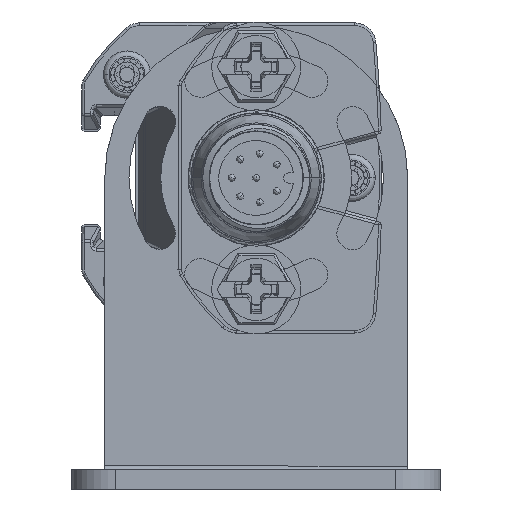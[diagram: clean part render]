
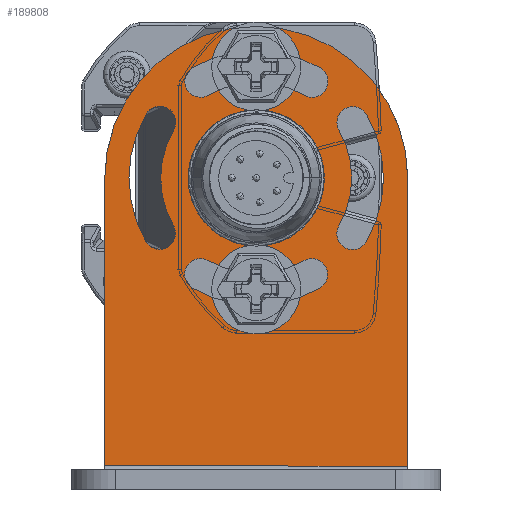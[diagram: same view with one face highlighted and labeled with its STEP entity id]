
A CAD part, front view. The second image highlights one B-rep face of the part: STEP entity #189808.
In plain terms, the highlighted face is planar.
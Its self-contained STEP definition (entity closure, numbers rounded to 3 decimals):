
#189036=DIRECTION('',(0.,0.,1.));
#189037=VECTOR('',#189036,32.319);
#189038=CARTESIAN_POINT('',(-17.,2.3,-32.7));
#189039=LINE('',#189038,#189037);
#189040=CARTESIAN_POINT('',(0.,2.3,-32.7));
#189041=DIRECTION('',(0.,1.,0.));
#189042=DIRECTION('',(1.,0.,0.));
#189043=AXIS2_PLACEMENT_3D('',#189040,#189041,#189042);
#189045=DIRECTION('',(0.,0.,-1.));
#189046=VECTOR('',#189045,32.319);
#189047=CARTESIAN_POINT('',(17.,2.3,-0.381));
#189048=LINE('',#189047,#189046);
#189049=CARTESIAN_POINT('',(0.,2.3,-32.7));
#189050=DIRECTION('',(0.,1.,0.));
#189051=DIRECTION('',(1.,0.,0.));
#189052=AXIS2_PLACEMENT_3D('',#189049,#189050,#189051);
#189054=CARTESIAN_POINT('',(0.,2.3,-32.7));
#189055=DIRECTION('',(0.,1.,0.));
#189056=DIRECTION('',(-1.,0.,0.));
#189057=AXIS2_PLACEMENT_3D('',#189054,#189055,#189056);
#189059=CARTESIAN_POINT('',(-6.251,2.3,-21.873));
#189060=DIRECTION('',(0.,1.,0.));
#189061=DIRECTION('',(0.5,0.,-0.866));
#189062=AXIS2_PLACEMENT_3D('',#189059,#189060,#189061);
#189064=CARTESIAN_POINT('',(0.,2.3,-32.7));
#189065=DIRECTION('',(0.,1.,0.));
#189066=DIRECTION('',(-0.5,0.,0.866));
#189067=AXIS2_PLACEMENT_3D('',#189064,#189065,#189066);
#189069=CARTESIAN_POINT('',(6.251,2.3,-21.873));
#189070=DIRECTION('',(0.,1.,0.));
#189071=DIRECTION('',(0.5,0.,0.866));
#189072=AXIS2_PLACEMENT_3D('',#189069,#189070,#189071);
#189074=CARTESIAN_POINT('',(0.,2.3,-32.7));
#189075=DIRECTION('',(0.,1.,0.));
#189076=DIRECTION('',(-0.5,0.,0.866));
#189077=AXIS2_PLACEMENT_3D('',#189074,#189075,#189076);
#189079=CARTESIAN_POINT('',(10.827,2.3,-26.449));
#189080=DIRECTION('',(0.,1.,0.));
#189081=DIRECTION('',(-0.866,0.,-0.5));
#189082=AXIS2_PLACEMENT_3D('',#189079,#189080,#189081);
#189084=CARTESIAN_POINT('',(0.,2.3,-32.7));
#189085=DIRECTION('',(0.,1.,0.));
#189086=DIRECTION('',(0.866,0.,0.5));
#189087=AXIS2_PLACEMENT_3D('',#189084,#189085,#189086);
#189089=CARTESIAN_POINT('',(10.827,2.3,-38.951));
#189090=DIRECTION('',(0.,1.,0.));
#189091=DIRECTION('',(0.866,0.,-0.5));
#189092=AXIS2_PLACEMENT_3D('',#189089,#189090,#189091);
#189094=CARTESIAN_POINT('',(0.,2.3,-32.7));
#189095=DIRECTION('',(0.,1.,0.));
#189096=DIRECTION('',(0.866,0.,0.5));
#189097=AXIS2_PLACEMENT_3D('',#189094,#189095,#189096);
#189099=CARTESIAN_POINT('',(-6.251,2.3,-43.527));
#189100=DIRECTION('',(0.,1.,0.));
#189101=DIRECTION('',(-0.5,0.,-0.866));
#189102=AXIS2_PLACEMENT_3D('',#189099,#189100,#189101);
#189104=CARTESIAN_POINT('',(0.,2.3,-32.7));
#189105=DIRECTION('',(0.,1.,0.));
#189106=DIRECTION('',(0.5,0.,-0.866));
#189107=AXIS2_PLACEMENT_3D('',#189104,#189105,#189106);
#189109=CARTESIAN_POINT('',(6.251,2.3,-43.527));
#189110=DIRECTION('',(0.,1.,0.));
#189111=DIRECTION('',(-0.5,0.,0.866));
#189112=AXIS2_PLACEMENT_3D('',#189109,#189110,#189111);
#189114=CARTESIAN_POINT('',(0.,2.3,-32.7));
#189115=DIRECTION('',(0.,1.,0.));
#189116=DIRECTION('',(0.5,0.,-0.866));
#189117=AXIS2_PLACEMENT_3D('',#189114,#189115,#189116);
#189119=CARTESIAN_POINT('',(-10.827,2.3,-38.951));
#189120=DIRECTION('',(0.,1.,0.));
#189121=DIRECTION('',(0.866,0.,0.5));
#189122=AXIS2_PLACEMENT_3D('',#189119,#189120,#189121);
#189124=CARTESIAN_POINT('',(0.,2.3,-32.7));
#189125=DIRECTION('',(0.,1.,0.));
#189126=DIRECTION('',(-0.866,0.,-0.5));
#189127=AXIS2_PLACEMENT_3D('',#189124,#189125,#189126);
#189129=CARTESIAN_POINT('',(-10.827,2.3,-26.449));
#189130=DIRECTION('',(0.,1.,0.));
#189131=DIRECTION('',(-0.866,0.,0.5));
#189132=AXIS2_PLACEMENT_3D('',#189129,#189130,#189131);
#189134=CARTESIAN_POINT('',(0.,2.3,-32.7));
#189135=DIRECTION('',(0.,1.,0.));
#189136=DIRECTION('',(-0.866,0.,-0.5));
#189137=AXIS2_PLACEMENT_3D('',#189134,#189135,#189136);
#189139=DIRECTION('',(1.,0.,0.));
#189140=VECTOR('',#189139,34.);
#189141=CARTESIAN_POINT('',(-17.,2.3,-0.381));
#189142=LINE('',#189141,#189140);
#189499=CARTESIAN_POINT('',(17.,2.3,-32.7));
#189500=CARTESIAN_POINT('',(-17.,2.3,-32.7));
#189501=VERTEX_POINT('',#189499);
#189502=VERTEX_POINT('',#189500);
#189515=CARTESIAN_POINT('',(-17.,2.3,-0.381));
#189516=CARTESIAN_POINT('',(17.,2.3,-0.381));
#189517=VERTEX_POINT('',#189515);
#189518=VERTEX_POINT('',#189516);
#189527=CARTESIAN_POINT('',(7.65,2.3,-32.7));
#189528=CARTESIAN_POINT('',(-7.65,2.3,-32.7));
#189529=VERTEX_POINT('',#189527);
#189530=VERTEX_POINT('',#189528);
#189599=CARTESIAN_POINT('',(-5.361,2.3,-23.414));
#189600=CARTESIAN_POINT('',(-7.141,2.3,-20.331));
#189601=VERTEX_POINT('',#189599);
#189602=VERTEX_POINT('',#189600);
#189603=CARTESIAN_POINT('',(7.141,2.3,-20.331));
#189604=CARTESIAN_POINT('',(5.361,2.3,-23.414));
#189605=VERTEX_POINT('',#189603);
#189606=VERTEX_POINT('',#189604);
#189607=CARTESIAN_POINT('',(9.286,2.3,-27.339));
#189608=CARTESIAN_POINT('',(12.369,2.3,-25.559));
#189609=VERTEX_POINT('',#189607);
#189610=VERTEX_POINT('',#189608);
#189611=CARTESIAN_POINT('',(12.369,2.3,-39.841));
#189612=CARTESIAN_POINT('',(9.286,2.3,-38.061));
#189613=VERTEX_POINT('',#189611);
#189614=VERTEX_POINT('',#189612);
#189615=CARTESIAN_POINT('',(-7.141,2.3,-45.069));
#189616=CARTESIAN_POINT('',(-5.361,2.3,-41.986));
#189617=VERTEX_POINT('',#189615);
#189618=VERTEX_POINT('',#189616);
#189619=CARTESIAN_POINT('',(5.361,2.3,-41.986));
#189620=CARTESIAN_POINT('',(7.141,2.3,-45.069));
#189621=VERTEX_POINT('',#189619);
#189622=VERTEX_POINT('',#189620);
#189623=CARTESIAN_POINT('',(-9.286,2.3,-38.061));
#189624=CARTESIAN_POINT('',(-12.369,2.3,-39.841));
#189625=VERTEX_POINT('',#189623);
#189626=VERTEX_POINT('',#189624);
#189627=CARTESIAN_POINT('',(-12.369,2.3,-25.559));
#189628=CARTESIAN_POINT('',(-9.286,2.3,-27.339));
#189629=VERTEX_POINT('',#189627);
#189630=VERTEX_POINT('',#189628);
#189748=CARTESIAN_POINT('',(0.,2.3,0.));
#189749=DIRECTION('',(0.,1.,0.));
#189750=DIRECTION('',(1.,0.,0.));
#189751=AXIS2_PLACEMENT_3D('',#189748,#189749,#189750);
#189752=PLANE('',#189751);
#189754=ORIENTED_EDGE('',*,*,#189753,.F.);
#189755=ORIENTED_EDGE('',*,*,#189730,.F.);
#189757=ORIENTED_EDGE('',*,*,#189756,.F.);
#189759=ORIENTED_EDGE('',*,*,#189758,.F.);
#189760=EDGE_LOOP('',(#189754,#189755,#189757,#189759));
#189761=FACE_OUTER_BOUND('',#189760,.F.);
#189763=ORIENTED_EDGE('',*,*,#189762,.T.);
#189765=ORIENTED_EDGE('',*,*,#189764,.T.);
#189766=EDGE_LOOP('',(#189763,#189765));
#189767=FACE_BOUND('',#189766,.F.);
#189769=ORIENTED_EDGE('',*,*,#189768,.T.);
#189771=ORIENTED_EDGE('',*,*,#189770,.T.);
#189773=ORIENTED_EDGE('',*,*,#189772,.T.);
#189775=ORIENTED_EDGE('',*,*,#189774,.F.);
#189776=EDGE_LOOP('',(#189769,#189771,#189773,#189775));
#189777=FACE_BOUND('',#189776,.F.);
#189779=ORIENTED_EDGE('',*,*,#189778,.T.);
#189781=ORIENTED_EDGE('',*,*,#189780,.T.);
#189783=ORIENTED_EDGE('',*,*,#189782,.T.);
#189785=ORIENTED_EDGE('',*,*,#189784,.F.);
#189786=EDGE_LOOP('',(#189779,#189781,#189783,#189785));
#189787=FACE_BOUND('',#189786,.F.);
#189789=ORIENTED_EDGE('',*,*,#189788,.T.);
#189791=ORIENTED_EDGE('',*,*,#189790,.F.);
#189793=ORIENTED_EDGE('',*,*,#189792,.T.);
#189795=ORIENTED_EDGE('',*,*,#189794,.T.);
#189796=EDGE_LOOP('',(#189789,#189791,#189793,#189795));
#189797=FACE_BOUND('',#189796,.F.);
#189799=ORIENTED_EDGE('',*,*,#189798,.T.);
#189801=ORIENTED_EDGE('',*,*,#189800,.T.);
#189803=ORIENTED_EDGE('',*,*,#189802,.T.);
#189805=ORIENTED_EDGE('',*,*,#189804,.F.);
#189806=EDGE_LOOP('',(#189799,#189801,#189803,#189805));
#189807=FACE_BOUND('',#189806,.F.);
#189808=ADVANCED_FACE('',(#189761,#189767,#189777,#189787,#189797,#189807),
#189752,.T.);
#189044=CIRCLE('',#189043,17.);
#189053=CIRCLE('',#189052,7.65);
#189058=CIRCLE('',#189057,7.65);
#189063=CIRCLE('',#189062,1.78);
#189068=CIRCLE('',#189067,14.282);
#189073=CIRCLE('',#189072,1.78);
#189078=CIRCLE('',#189077,10.722);
#189083=CIRCLE('',#189082,1.78);
#189088=CIRCLE('',#189087,14.282);
#189093=CIRCLE('',#189092,1.78);
#189098=CIRCLE('',#189097,10.722);
#189103=CIRCLE('',#189102,1.78);
#189108=CIRCLE('',#189107,10.722);
#189113=CIRCLE('',#189112,1.78);
#189118=CIRCLE('',#189117,14.282);
#189123=CIRCLE('',#189122,1.78);
#189128=CIRCLE('',#189127,14.282);
#189133=CIRCLE('',#189132,1.78);
#189138=CIRCLE('',#189137,10.722);
#189730=EDGE_CURVE('',#189502,#189517,#189039,.T.);
#189753=EDGE_CURVE('',#189517,#189518,#189142,.T.);
#189756=EDGE_CURVE('',#189501,#189502,#189044,.T.);
#189758=EDGE_CURVE('',#189518,#189501,#189048,.T.);
#189762=EDGE_CURVE('',#189529,#189530,#189053,.T.);
#189764=EDGE_CURVE('',#189530,#189529,#189058,.T.);
#189768=EDGE_CURVE('',#189601,#189602,#189063,.T.);
#189770=EDGE_CURVE('',#189602,#189605,#189068,.T.);
#189772=EDGE_CURVE('',#189605,#189606,#189073,.T.);
#189774=EDGE_CURVE('',#189601,#189606,#189078,.T.);
#189778=EDGE_CURVE('',#189609,#189610,#189083,.T.);
#189780=EDGE_CURVE('',#189610,#189613,#189088,.T.);
#189782=EDGE_CURVE('',#189613,#189614,#189093,.T.);
#189784=EDGE_CURVE('',#189609,#189614,#189098,.T.);
#189788=EDGE_CURVE('',#189617,#189618,#189103,.T.);
#189790=EDGE_CURVE('',#189621,#189618,#189108,.T.);
#189792=EDGE_CURVE('',#189621,#189622,#189113,.T.);
#189794=EDGE_CURVE('',#189622,#189617,#189118,.T.);
#189798=EDGE_CURVE('',#189625,#189626,#189123,.T.);
#189800=EDGE_CURVE('',#189626,#189629,#189128,.T.);
#189802=EDGE_CURVE('',#189629,#189630,#189133,.T.);
#189804=EDGE_CURVE('',#189625,#189630,#189138,.T.);
